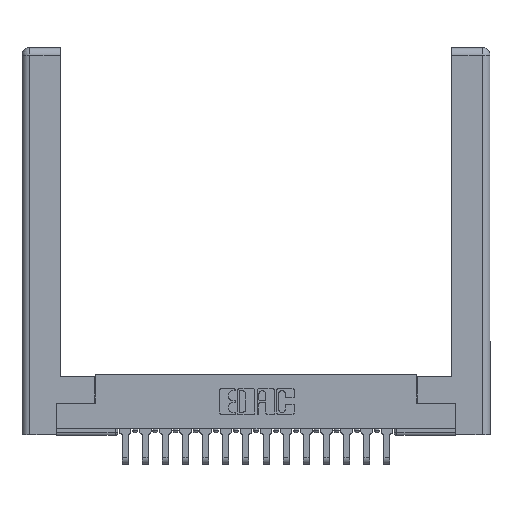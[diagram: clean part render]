
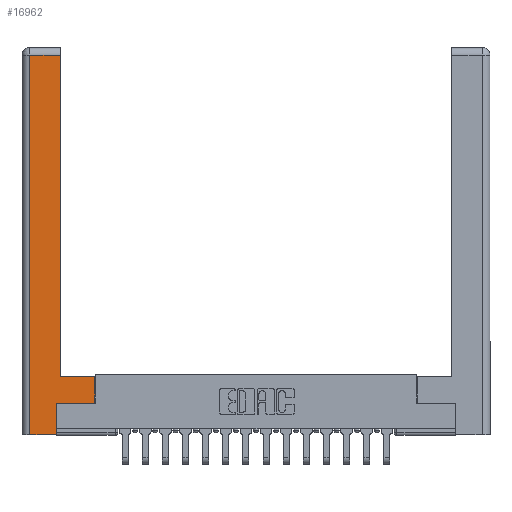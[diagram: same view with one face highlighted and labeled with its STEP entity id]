
A CAD part, top view. The second image highlights one B-rep face of the part: STEP entity #16962.
In plain terms, the highlighted planar face has unit normal (0, 0, 1).
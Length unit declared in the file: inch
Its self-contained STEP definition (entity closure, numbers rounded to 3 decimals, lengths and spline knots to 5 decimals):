
#717 = DIRECTION ( 'NONE',  ( 0., 1., 0. ) ) ;
#1297 = CARTESIAN_POINT ( 'NONE',  ( 0.565, 0.245, 0. ) ) ;
#1444 = ORIENTED_EDGE ( 'NONE', *, *, #15811, .T. ) ;
#1667 = CARTESIAN_POINT ( 'NONE',  ( 0.295, 2.94, 0. ) ) ;
#2038 = CARTESIAN_POINT ( 'NONE',  ( 0.0615, 2.94, 0. ) ) ;
#2263 = VERTEX_POINT ( 'NONE', #17843 ) ;
#2615 = DIRECTION ( 'NONE',  ( 1., 0., 0. ) ) ;
#3466 = CARTESIAN_POINT ( 'NONE',  ( 0.265, 0.245, 0. ) ) ;
#3513 = VERTEX_POINT ( 'NONE', #9614 ) ;
#3633 = EDGE_CURVE ( 'NONE', #3513, #19084, #17572, .T. ) ;
#3707 = DIRECTION ( 'NONE',  ( -1., 0., 0. ) ) ;
#3759 = LINE ( 'NONE', #9862, #17241 ) ;
#4149 = LINE ( 'NONE', #1297, #10704 ) ;
#4233 = VERTEX_POINT ( 'NONE', #19860 ) ;
#4380 = DIRECTION ( 'NONE',  ( 0., 1., 0. ) ) ;
#4543 = DIRECTION ( 'NONE',  ( 1., 0., 0. ) ) ;
#6076 = LINE ( 'NONE', #7201, #11845 ) ;
#6444 = EDGE_CURVE ( 'NONE', #2263, #9664, #6076, .T. ) ;
#6740 = LINE ( 'NONE', #6835, #10834 ) ;
#6781 = CARTESIAN_POINT ( 'NONE',  ( 0.295, 0.45, 0. ) ) ;
#6835 = CARTESIAN_POINT ( 'NONE',  ( 0.0615, 0., 0. ) ) ;
#7201 = CARTESIAN_POINT ( 'NONE',  ( 0.265, 0., 0. ) ) ;
#7234 = VECTOR ( 'NONE', #4380, 39.37008 ) ;
#7584 = AXIS2_PLACEMENT_3D ( 'NONE', #10529, #16575, #15171 ) ;
#8576 = VECTOR ( 'NONE', #18846, 39.37008 ) ;
#9015 = EDGE_LOOP ( 'NONE', ( #19834, #19675, #14993, #14811, #18648, #11648, #1444, #15007 ) ) ;
#9614 = CARTESIAN_POINT ( 'NONE',  ( 0.565, 0.45, 0. ) ) ;
#9664 = VERTEX_POINT ( 'NONE', #11454 ) ;
#9862 = CARTESIAN_POINT ( 'NONE',  ( 0.295, 3., 0. ) ) ;
#9872 = VECTOR ( 'NONE', #3707, 39.37008 ) ;
#10529 = CARTESIAN_POINT ( 'NONE',  ( 0., 0., 0. ) ) ;
#10704 = VECTOR ( 'NONE', #4543, 39.37008 ) ;
#10834 = VECTOR ( 'NONE', #13099, 39.37008 ) ;
#11081 = DIRECTION ( 'NONE',  ( -1., 0., 0. ) ) ;
#11291 = CARTESIAN_POINT ( 'NONE',  ( 0.0615, 2.94, 0. ) ) ;
#11454 = CARTESIAN_POINT ( 'NONE',  ( 0.265, 0., 0. ) ) ;
#11648 = ORIENTED_EDGE ( 'NONE', *, *, #13160, .T. ) ;
#11845 = VECTOR ( 'NONE', #2615, 39.37008 ) ;
#12077 = LINE ( 'NONE', #18239, #7234 ) ;
#12137 = PLANE ( 'NONE',  #7584 ) ;
#12325 = CARTESIAN_POINT ( 'NONE',  ( 0.265, 0.245, 0. ) ) ;
#12437 = EDGE_CURVE ( 'NONE', #13727, #15625, #12493, .T. ) ;
#12493 = LINE ( 'NONE', #2038, #14601 ) ;
#13099 = DIRECTION ( 'NONE',  ( 0., -1., 0. ) ) ;
#13160 = EDGE_CURVE ( 'NONE', #14892, #4233, #4149, .T. ) ;
#13727 = VERTEX_POINT ( 'NONE', #1667 ) ;
#14601 = VECTOR ( 'NONE', #11081, 39.37008 ) ;
#14733 = CARTESIAN_POINT ( 'NONE',  ( 0.295, 0.45, 0. ) ) ;
#14811 = ORIENTED_EDGE ( 'NONE', *, *, #6444, .T. ) ;
#14892 = VERTEX_POINT ( 'NONE', #12325 ) ;
#14993 = ORIENTED_EDGE ( 'NONE', *, *, #19584, .T. ) ;
#15007 = ORIENTED_EDGE ( 'NONE', *, *, #3633, .T. ) ;
#15171 = DIRECTION ( 'NONE',  ( -1., 0., 0. ) ) ;
#15625 = VERTEX_POINT ( 'NONE', #11291 ) ;
#15811 = EDGE_CURVE ( 'NONE', #4233, #3513, #12077, .T. ) ;
#16206 = LINE ( 'NONE', #3466, #8576 ) ;
#16505 = EDGE_CURVE ( 'NONE', #19084, #13727, #3759, .T. ) ;
#16575 = DIRECTION ( 'NONE',  ( 0., 0., -1. ) ) ;
#16962 = ADVANCED_FACE ( 'NONE', ( #18198 ), #12137, .F. ) ;
#17241 = VECTOR ( 'NONE', #717, 39.37008 ) ;
#17572 = LINE ( 'NONE', #6781, #9872 ) ;
#17843 = CARTESIAN_POINT ( 'NONE',  ( 0.0615, 0., 0. ) ) ;
#18198 = FACE_OUTER_BOUND ( 'NONE', #9015, .T. ) ;
#18239 = CARTESIAN_POINT ( 'NONE',  ( 0.565, 0.45, 0. ) ) ;
#18648 = ORIENTED_EDGE ( 'NONE', *, *, #19587, .T. ) ;
#18846 = DIRECTION ( 'NONE',  ( 0., 1., 0. ) ) ;
#19084 = VERTEX_POINT ( 'NONE', #14733 ) ;
#19584 = EDGE_CURVE ( 'NONE', #15625, #2263, #6740, .T. ) ;
#19587 = EDGE_CURVE ( 'NONE', #9664, #14892, #16206, .T. ) ;
#19675 = ORIENTED_EDGE ( 'NONE', *, *, #12437, .T. ) ;
#19834 = ORIENTED_EDGE ( 'NONE', *, *, #16505, .T. ) ;
#19860 = CARTESIAN_POINT ( 'NONE',  ( 0.565, 0.245, 0. ) ) ;
